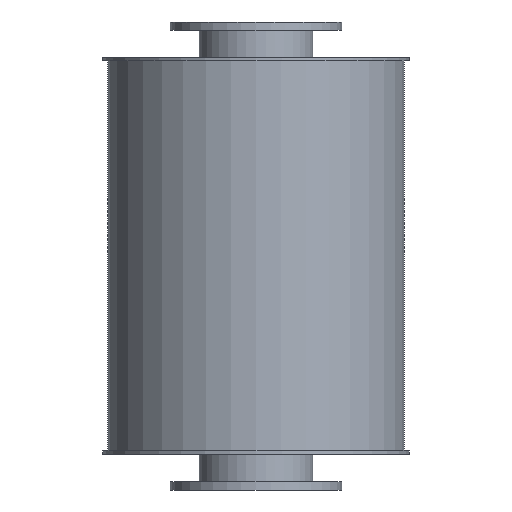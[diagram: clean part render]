
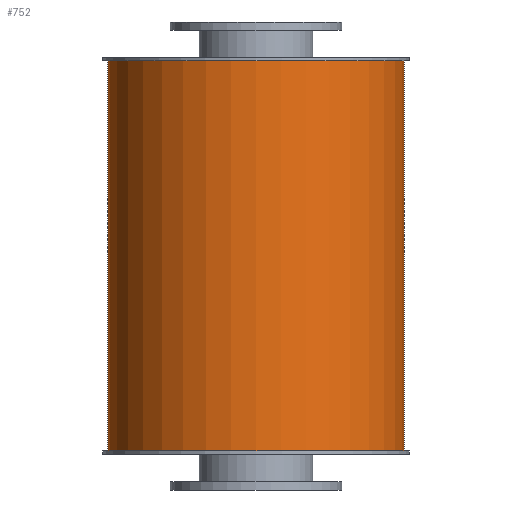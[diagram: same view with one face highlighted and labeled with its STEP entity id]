
A CAD part, front view. The second image highlights one B-rep face of the part: STEP entity #752.
In plain terms, the highlighted cylindrical face has radius 285 mm (diameter 570 mm), a partial arc.
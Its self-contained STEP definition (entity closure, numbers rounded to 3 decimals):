
#19=LINE('',#1312,#27);
#21=LINE('',#1321,#29);
#27=VECTOR('',#1107,750.);
#29=VECTOR('',#1115,750.);
#184=FACE_OUTER_BOUND('',#302,.T.);
#302=EDGE_LOOP('',(#660,#661,#662,#663));
#368=CIRCLE('',#877,285.);
#370=CIRCLE('',#880,285.);
#434=VERTEX_POINT('',#1309);
#435=VERTEX_POINT('',#1311);
#438=VERTEX_POINT('',#1318);
#439=VERTEX_POINT('',#1320);
#506=EDGE_CURVE('',#435,#434,#19,.T.);
#510=EDGE_CURVE('',#439,#438,#21,.T.);
#512=EDGE_CURVE('',#439,#434,#368,.T.);
#514=EDGE_CURVE('',#438,#435,#370,.T.);
#660=ORIENTED_EDGE('',*,*,#510,.T.);
#661=ORIENTED_EDGE('',*,*,#514,.T.);
#662=ORIENTED_EDGE('',*,*,#506,.T.);
#663=ORIENTED_EDGE('',*,*,#512,.F.);
#700=CYLINDRICAL_SURFACE('',#882,285.);
#752=ADVANCED_FACE('',(#184),#700,.T.);
#877=AXIS2_PLACEMENT_3D('',#1324,#1120,#1121);
#880=AXIS2_PLACEMENT_3D('',#1327,#1126,#1127);
#882=AXIS2_PLACEMENT_3D('',#1329,#1130,#1131);
#1107=DIRECTION('',(0.,0.,-1.));
#1115=DIRECTION('',(0.,0.,1.));
#1120=DIRECTION('center_axis',(0.,0.,-1.));
#1121=DIRECTION('ref_axis',(-1.,0.,0.));
#1126=DIRECTION('center_axis',(0.,0.,-1.));
#1127=DIRECTION('ref_axis',(-1.,0.,0.));
#1130=DIRECTION('center_axis',(0.,0.,1.));
#1131=DIRECTION('ref_axis',(-1.,0.,0.));
#1309=CARTESIAN_POINT('',(-105.317,264.827,0.));
#1311=CARTESIAN_POINT('',(-105.317,264.827,750.));
#1312=CARTESIAN_POINT('',(-105.317,264.827,750.));
#1318=CARTESIAN_POINT('',(105.317,264.827,750.));
#1320=CARTESIAN_POINT('',(105.317,264.827,0.));
#1321=CARTESIAN_POINT('',(105.317,264.827,750.));
#1324=CARTESIAN_POINT('Origin',(0.,0.,0.));
#1327=CARTESIAN_POINT('Origin',(0.,0.,750.));
#1329=CARTESIAN_POINT('Origin',(0.,0.,0.));
